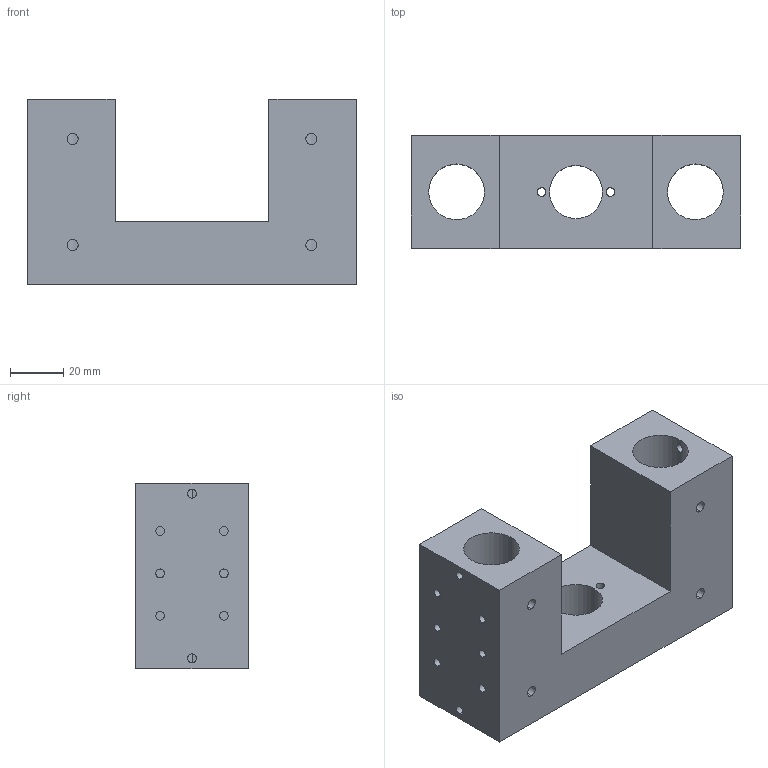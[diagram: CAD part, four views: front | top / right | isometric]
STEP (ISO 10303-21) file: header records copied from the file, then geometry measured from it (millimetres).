
FILE_DESCRIPTION (( 'STEP AP203' ), '1' );
FILE_NAME ('Z Aluminium Center X1.STEP', '2014-01-25T12:56:03', ( '' ), ( '' ), 'SwSTEP 2.0', 'SolidWorks 2012', '' );
FILE_SCHEMA (( 'CONFIG_CONTROL_DESIGN' ));
Length unit declared in the file: millimetre
Products named in the file (1): Z Aluminium Center X1
Bounding box: 124 x 42.5 x 70 mm (x, y, z)
Volume: 193382.4 mm3; surface area: 43935 mm2
Topology: 1 solids, 1 shells, 75 faces, 184 edges, 120 vertices
Faces by surface type: cylinder 52, plane 23
Entity records: 2763 total; most frequent: CARTESIAN_POINT 804, DIRECTION 408, ORIENTED_EDGE 368, EDGE_CURVE 184, AXIS2_PLACEMENT_3D 164, VERTEX_POINT 120, EDGE_LOOP 110, CIRCLE 88
